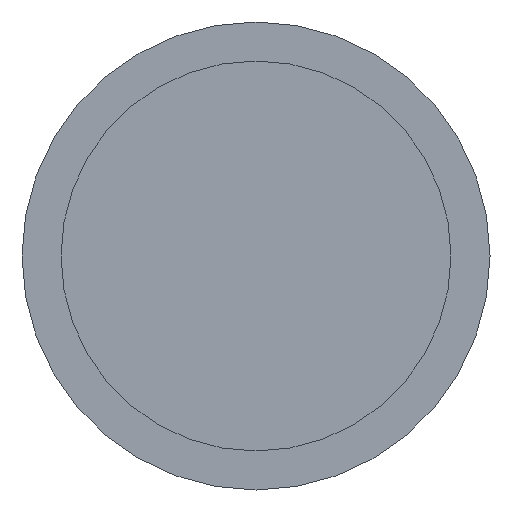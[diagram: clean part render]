
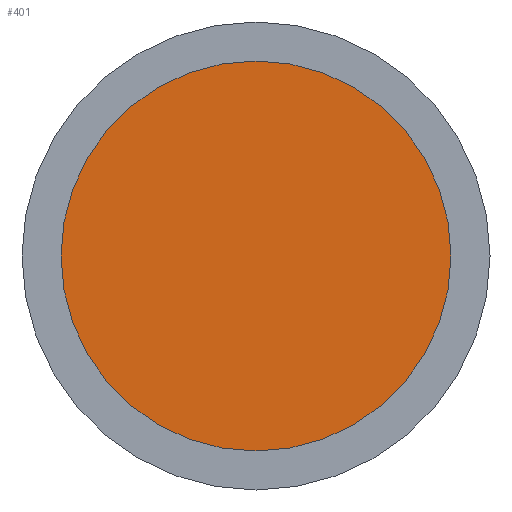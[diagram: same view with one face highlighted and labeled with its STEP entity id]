
A CAD part, front view. The second image highlights one B-rep face of the part: STEP entity #401.
In plain terms, the highlighted planar face has unit normal (0, -1, 0).
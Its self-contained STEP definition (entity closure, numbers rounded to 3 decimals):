
#35 = CARTESIAN_POINT ( 'NONE',  ( 0., 0., -12.5 ) ) ;
#118 = PLANE ( 'NONE',  #314 ) ;
#165 = VERTEX_POINT ( 'NONE', #369 ) ;
#170 = DIRECTION ( 'NONE',  ( 0., 1., 0. ) ) ;
#179 = CARTESIAN_POINT ( 'NONE',  ( 0., 0., 0. ) ) ;
#238 = ORIENTED_EDGE ( 'NONE', *, *, #280, .F. ) ;
#251 = CARTESIAN_POINT ( 'NONE',  ( 0., 0., 0. ) ) ;
#276 = CIRCLE ( 'NONE', #480, 12.5 ) ;
#280 = EDGE_CURVE ( 'NONE', #423, #165, #505, .T. ) ;
#312 = DIRECTION ( 'NONE',  ( 0., 0., 1. ) ) ;
#314 = AXIS2_PLACEMENT_3D ( 'NONE', #251, #462, #415 ) ;
#369 = CARTESIAN_POINT ( 'NONE',  ( 0., 0., 12.5 ) ) ;
#381 = CARTESIAN_POINT ( 'NONE',  ( 0., 0., 0. ) ) ;
#401 = ADVANCED_FACE ( 'NONE', ( #409 ), #118, .F. ) ;
#409 = FACE_OUTER_BOUND ( 'NONE', #492, .T. ) ;
#415 = DIRECTION ( 'NONE',  ( 0., 0., 1. ) ) ;
#423 = VERTEX_POINT ( 'NONE', #35 ) ;
#462 = DIRECTION ( 'NONE',  ( 0., 1., 0. ) ) ;
#477 = DIRECTION ( 'NONE',  ( 0., 1., 0. ) ) ;
#480 = AXIS2_PLACEMENT_3D ( 'NONE', #179, #477, #312 ) ;
#486 = EDGE_CURVE ( 'NONE', #165, #423, #276, .T. ) ;
#492 = EDGE_LOOP ( 'NONE', ( #238, #499 ) ) ;
#499 = ORIENTED_EDGE ( 'NONE', *, *, #486, .F. ) ;
#505 = CIRCLE ( 'NONE', #554, 12.5 ) ;
#554 = AXIS2_PLACEMENT_3D ( 'NONE', #381, #170, #562 ) ;
#562 = DIRECTION ( 'NONE',  ( 0., 0., 1. ) ) ;
